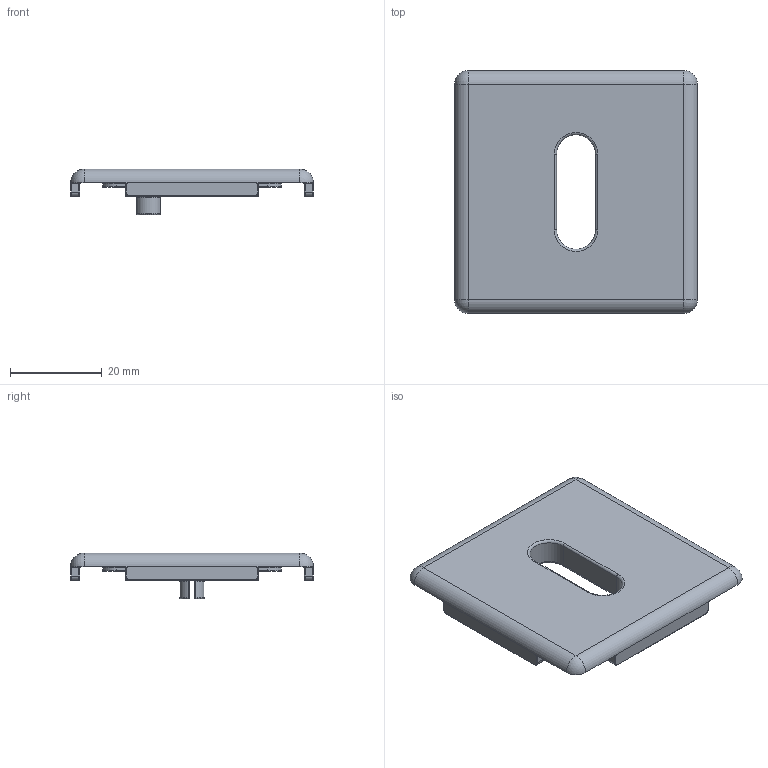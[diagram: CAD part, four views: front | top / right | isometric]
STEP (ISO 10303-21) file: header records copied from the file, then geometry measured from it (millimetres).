
FILE_DESCRIPTION(/* description */ ('KriTec Klemmplatte für Wellengitter'),/* implementation_level */ '2;1');
FILE_NAME(/* name */ '13270_KriTec_Klemmplatte_fuer_Wellengitter.stp',/* time_stamp */ '2018-06-05T10:28:19+02:00',/* author */ ('kostic'),/* organization */ (''),/* preprocessor_version */ 'ST-DEVELOPER v16.1',/* originating_system */ 'Autodesk Inventor 2016',/* authorisation */ '');
FILE_SCHEMA (('AUTOMOTIVE_DESIGN { 1 0 10303 214 3 1 1 }'));
Length unit declared in the file: millimetre
Products named in the file (1): 13270_KriTec_Klemmplatte_fuer_Wellengitter
Bounding box: 53.01 x 53.01 x 10 mm (x, y, z)
Volume: 10684.5 mm3; surface area: 7082.9 mm2
Topology: 1 solids, 1 shells, 198 faces, 462 edges, 263 vertices
Faces by surface type: cylinder 89, torus 62, plane 39, sphere 8
Full cylindrical faces by diameter (mm): 5.2 x1
Entity records: 6348 total; most frequent: CARTESIAN_POINT 1521, DIRECTION 1082, ORIENTED_EDGE 900, AXIS2_PLACEMENT_3D 451, EDGE_CURVE 450, VERTEX_POINT 262, CIRCLE 252, EDGE_LOOP 208
